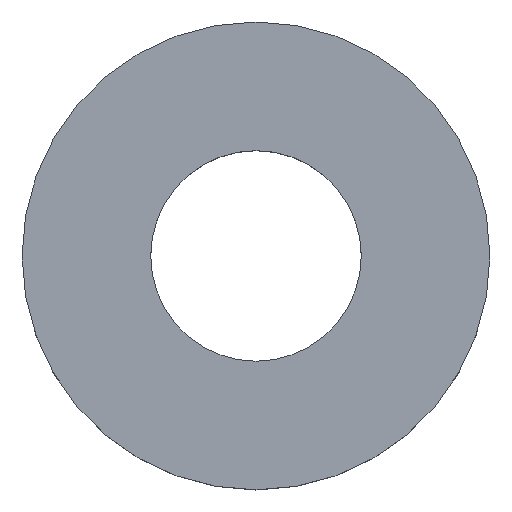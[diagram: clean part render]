
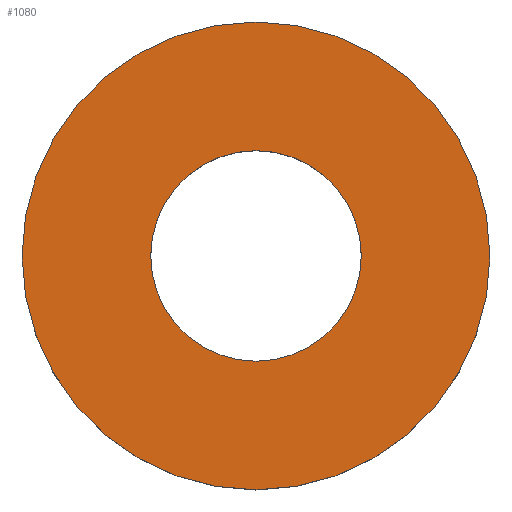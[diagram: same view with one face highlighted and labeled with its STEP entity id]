
A CAD part, top view. The second image highlights one B-rep face of the part: STEP entity #1080.
In plain terms, the highlighted planar face has unit normal (0, 0, 1).
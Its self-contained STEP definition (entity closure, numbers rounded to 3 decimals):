
#20=FACE_BOUND('',#208,.T.);
#42=PLANE('',#1234);
#130=FACE_OUTER_BOUND('',#207,.T.);
#207=EDGE_LOOP('',(#973));
#208=EDGE_LOOP('',(#974));
#439=CIRCLE('',#1231,6.75);
#440=CIRCLE('',#1233,15.);
#523=VERTEX_POINT('',#1898);
#524=VERTEX_POINT('',#1902);
#671=EDGE_CURVE('',#523,#523,#439,.T.);
#673=EDGE_CURVE('',#524,#524,#440,.T.);
#973=ORIENTED_EDGE('',*,*,#673,.T.);
#974=ORIENTED_EDGE('',*,*,#671,.T.);
#1080=ADVANCED_FACE('',(#130,#20),#42,.T.);
#1231=AXIS2_PLACEMENT_3D('',#1899,#1589,#1590);
#1233=AXIS2_PLACEMENT_3D('',#1903,#1594,#1595);
#1234=AXIS2_PLACEMENT_3D('',#1905,#1597,#1598);
#1589=DIRECTION('center_axis',(0.,0.,-1.));
#1590=DIRECTION('ref_axis',(-1.,0.,0.));
#1594=DIRECTION('center_axis',(0.,0.,1.));
#1595=DIRECTION('ref_axis',(1.,0.,0.));
#1597=DIRECTION('center_axis',(0.,0.,1.));
#1598=DIRECTION('ref_axis',(1.,0.,0.));
#1898=CARTESIAN_POINT('',(6.75,0.,5.));
#1899=CARTESIAN_POINT('Origin',(0.,0.,5.));
#1902=CARTESIAN_POINT('',(-15.,0.,5.));
#1903=CARTESIAN_POINT('Origin',(0.,0.,5.));
#1905=CARTESIAN_POINT('Origin',(0.,0.,5.));
